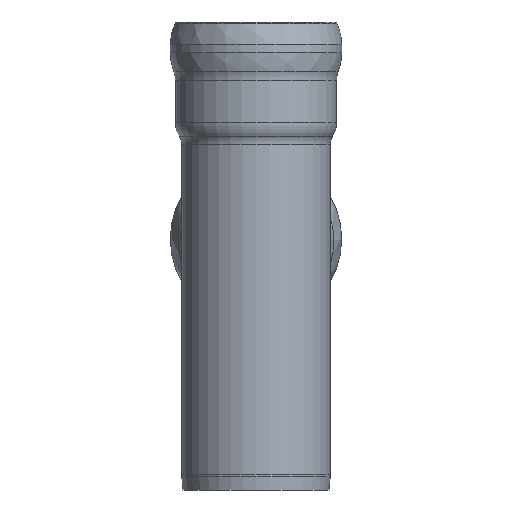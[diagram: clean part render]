
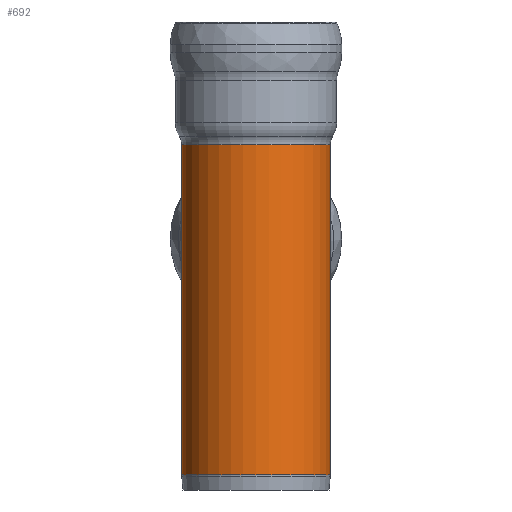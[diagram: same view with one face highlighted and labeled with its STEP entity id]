
A CAD part, left-side view. The second image highlights one B-rep face of the part: STEP entity #692.
In plain terms, the highlighted cylindrical face has radius 365 mm (diameter 730 mm), a full revolution.
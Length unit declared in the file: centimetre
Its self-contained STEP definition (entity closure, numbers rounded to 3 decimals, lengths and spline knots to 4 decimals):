
#71=CIRCLE('',#767,36.5);
#75=CIRCLE('',#771,36.5);
#76=CIRCLE('',#773,36.5);
#77=CIRCLE('',#774,36.5);
#127=CYLINDRICAL_SURFACE('',#772,36.5);
#149=FACE_OUTER_BOUND('',#188,.T.);
#188=EDGE_LOOP('',(#538,#539,#540,#541,#542,#543,#544,#545,#546,#547,#548,
#549));
#220=LINE('',#1316,#243);
#221=LINE('',#1317,#244);
#243=VECTOR('',#962,36.5);
#244=VECTOR('',#963,36.5);
#261=ELLIPSE('',#757,50.3188,36.5);
#264=ELLIPSE('',#760,50.3188,36.5);
#265=ELLIPSE('',#762,53.025,36.5);
#268=ELLIPSE('',#765,53.025,36.5);
#291=VERTEX_POINT('',#1283);
#292=VERTEX_POINT('',#1284);
#296=VERTEX_POINT('',#1292);
#297=VERTEX_POINT('',#1296);
#299=VERTEX_POINT('',#1303);
#300=VERTEX_POINT('',#1304);
#303=VERTEX_POINT('',#1313);
#304=VERTEX_POINT('',#1314);
#374=EDGE_CURVE('',#291,#292,#261,.T.);
#379=EDGE_CURVE('',#292,#296,#264,.T.);
#380=EDGE_CURVE('',#296,#297,#265,.T.);
#383=EDGE_CURVE('',#297,#291,#268,.T.);
#384=EDGE_CURVE('',#299,#300,#71,.T.);
#388=EDGE_CURVE('',#300,#299,#75,.T.);
#389=EDGE_CURVE('',#303,#304,#76,.T.);
#390=EDGE_CURVE('',#303,#297,#220,.T.);
#391=EDGE_CURVE('',#292,#299,#221,.T.);
#392=EDGE_CURVE('',#304,#303,#77,.T.);
#538=ORIENTED_EDGE('',*,*,#389,.F.);
#539=ORIENTED_EDGE('',*,*,#390,.T.);
#540=ORIENTED_EDGE('',*,*,#383,.T.);
#541=ORIENTED_EDGE('',*,*,#374,.T.);
#542=ORIENTED_EDGE('',*,*,#391,.T.);
#543=ORIENTED_EDGE('',*,*,#388,.F.);
#544=ORIENTED_EDGE('',*,*,#384,.F.);
#545=ORIENTED_EDGE('',*,*,#391,.F.);
#546=ORIENTED_EDGE('',*,*,#379,.T.);
#547=ORIENTED_EDGE('',*,*,#380,.T.);
#548=ORIENTED_EDGE('',*,*,#390,.F.);
#549=ORIENTED_EDGE('',*,*,#392,.F.);
#692=ADVANCED_FACE('',(#149),#127,.T.);
#757=AXIS2_PLACEMENT_3D('',#1285,#926,#927);
#760=AXIS2_PLACEMENT_3D('',#1294,#934,#935);
#762=AXIS2_PLACEMENT_3D('',#1297,#938,#939);
#765=AXIS2_PLACEMENT_3D('',#1301,#944,#945);
#767=AXIS2_PLACEMENT_3D('',#1305,#948,#949);
#771=AXIS2_PLACEMENT_3D('',#1311,#956,#957);
#772=AXIS2_PLACEMENT_3D('',#1312,#958,#959);
#773=AXIS2_PLACEMENT_3D('',#1315,#960,#961);
#774=AXIS2_PLACEMENT_3D('',#1318,#964,#965);
#926=DIRECTION('center_axis',(-0.688,0.,
-0.725));
#927=DIRECTION('ref_axis',(-0.725,0.,0.688));
#934=DIRECTION('center_axis',(-0.688,0.,
-0.725));
#935=DIRECTION('ref_axis',(-0.725,0.,0.688));
#938=DIRECTION('center_axis',(-0.725,0.,0.688));
#939=DIRECTION('ref_axis',(-0.688,0.,-0.725));
#944=DIRECTION('center_axis',(-0.725,0.,0.688));
#945=DIRECTION('ref_axis',(-0.688,0.,-0.725));
#948=DIRECTION('center_axis',(0.,0.,
-1.));
#949=DIRECTION('ref_axis',(1.,0.,0.));
#956=DIRECTION('center_axis',(0.,0.,
-1.));
#957=DIRECTION('ref_axis',(1.,0.,0.));
#958=DIRECTION('center_axis',(0.,0.,
1.));
#959=DIRECTION('ref_axis',(-1.,0.,0.));
#960=DIRECTION('center_axis',(0.,0.,1.));
#961=DIRECTION('ref_axis',(0.,1.,0.));
#962=DIRECTION('',(0.,0.,-1.));
#963=DIRECTION('',(0.,0.,-1.));
#964=DIRECTION('center_axis',(0.,0.,1.));
#965=DIRECTION('ref_axis',(0.,1.,0.));
#1283=CARTESIAN_POINT('',(0.,36.5,120.));
#1284=CARTESIAN_POINT('',(36.5,0.,85.3628));
#1285=CARTESIAN_POINT('Origin',(0.,0.,120.));
#1292=CARTESIAN_POINT('',(0.,-36.5,120.));
#1294=CARTESIAN_POINT('Origin',(0.,0.,120.));
#1296=CARTESIAN_POINT('',(36.5,0.,158.463));
#1297=CARTESIAN_POINT('Origin',(0.,0.,120.));
#1301=CARTESIAN_POINT('Origin',(0.,0.,120.));
#1303=CARTESIAN_POINT('',(36.5,0.,7.3755));
#1304=CARTESIAN_POINT('',(0.,-36.5,7.3755));
#1305=CARTESIAN_POINT('Origin',(0.,0.,7.3755));
#1311=CARTESIAN_POINT('Origin',(0.,0.,7.3755));
#1312=CARTESIAN_POINT('Origin',(0.,0.,8.5));
#1313=CARTESIAN_POINT('',(36.5,0.,169.6934));
#1314=CARTESIAN_POINT('',(0.,-36.5,169.6934));
#1315=CARTESIAN_POINT('Origin',(0.,0.,169.6934));
#1316=CARTESIAN_POINT('',(36.5,0.,8.5));
#1317=CARTESIAN_POINT('',(36.5,0.,8.5));
#1318=CARTESIAN_POINT('Origin',(0.,0.,169.6934));
